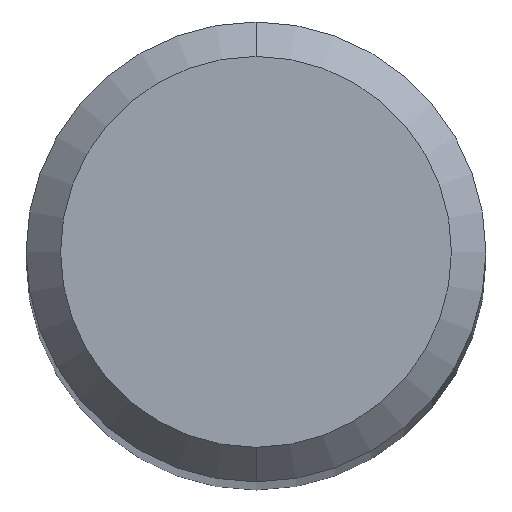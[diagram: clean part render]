
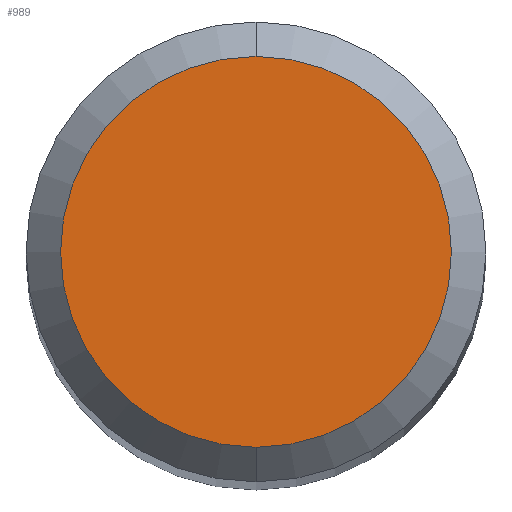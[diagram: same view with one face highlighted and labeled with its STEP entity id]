
A CAD part, top view. The second image highlights one B-rep face of the part: STEP entity #989.
In plain terms, the highlighted planar face has unit normal (0, 0, 1).
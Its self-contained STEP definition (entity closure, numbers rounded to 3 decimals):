
#523=EDGE_CURVE('',#995,#631,#1344,.T.);
#631=VERTEX_POINT('',#1460);
#879=EDGE_CURVE('',#631,#995,#1735,.T.);
#989=ADVANCED_FACE('',(#1856),#1857,.T.);
#995=VERTEX_POINT('',#1863);
#1344=CIRCLE('',#2472,1.7);
#1460=CARTESIAN_POINT('',(0.0,1.7,0.0));
#1735=CIRCLE('',#4317,1.7);
#1856=FACE_OUTER_BOUND('',#4556,.T.);
#1857=PLANE('',#4557);
#1863=CARTESIAN_POINT('',(0.,-1.7,0.0));
#2472=AXIS2_PLACEMENT_3D('',#5467,#5468,#5469);
#4317=AXIS2_PLACEMENT_3D('',#5860,#5861,#5862);
#4556=EDGE_LOOP('',(#6039,#6040));
#4557=AXIS2_PLACEMENT_3D('',#6041,#6042,#6043);
#5467=CARTESIAN_POINT('',(0.0,0.0,0.0));
#5468=DIRECTION('',(0.0,0.0,-1.0));
#5469=DIRECTION('',(0.0,1.0,0.0));
#5860=CARTESIAN_POINT('',(0.0,0.0,0.0));
#5861=DIRECTION('',(0.0,0.0,-1.0));
#5862=DIRECTION('',(0.0,1.0,0.0));
#6039=ORIENTED_EDGE('',*,*,#879,.F.);
#6040=ORIENTED_EDGE('',*,*,#523,.F.);
#6041=CARTESIAN_POINT('',(0.0,0.85,0.0));
#6042=DIRECTION('',(-0.0,0.0,1.0));
#6043=DIRECTION('',(0.0,-1.0,0.0));
